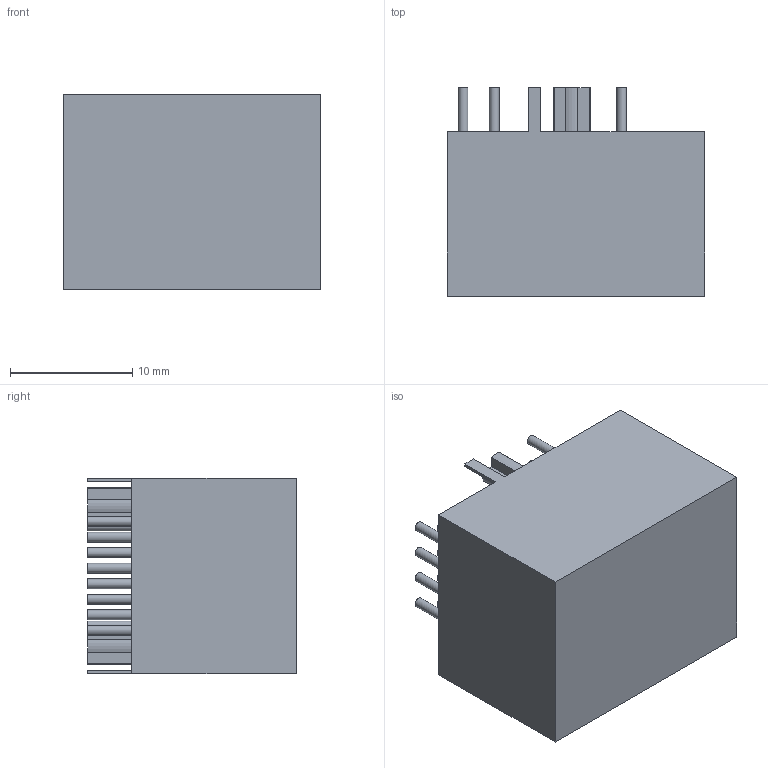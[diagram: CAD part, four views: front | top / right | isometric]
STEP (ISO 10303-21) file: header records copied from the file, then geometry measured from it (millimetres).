
FILE_DESCRIPTION(('STEP AP214'), '1');
FILE_NAME('RJ45-KLS12-TL002', '', ('UNSPECIFIED'), ('UNSPECIFIED'), 'ASCON STEP Converter 1.3', 'ASCON Math Kernel', '');
FILE_SCHEMA(('AUTOMOTIVE_DESIGN { 1 0 10303 214 3 1 1}'));
Length unit declared in the file: millimetre
Bounding box: 21 x 17.05 x 16 mm (x, y, z)
Volume: 3401.9 mm3; surface area: 2418.9 mm2
Topology: 1 solids, 1 shells, 83 faces, 192 edges, 128 vertices
Faces by surface type: plane 63, cylinder 20
Full cylindrical faces by diameter (mm): 0.8 x12
Entity records: 2994 total; most frequent: CARTESIAN_POINT 392, DIRECTION 388, ORIENTED_EDGE 360, EDGE_CURVE 180, LINE 140, VECTOR 140, VERTEX_POINT 128, AXIS2_PLACEMENT_3D 124
